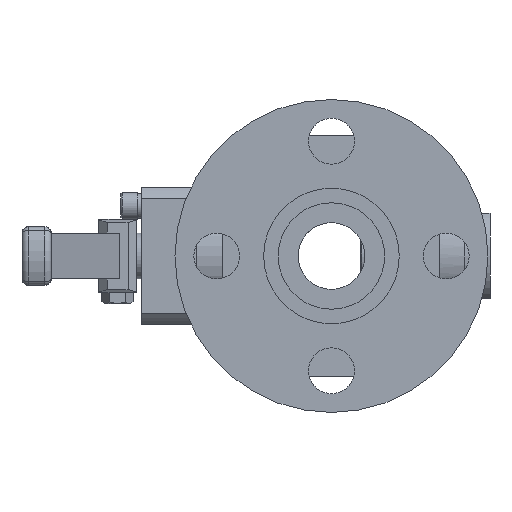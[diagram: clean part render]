
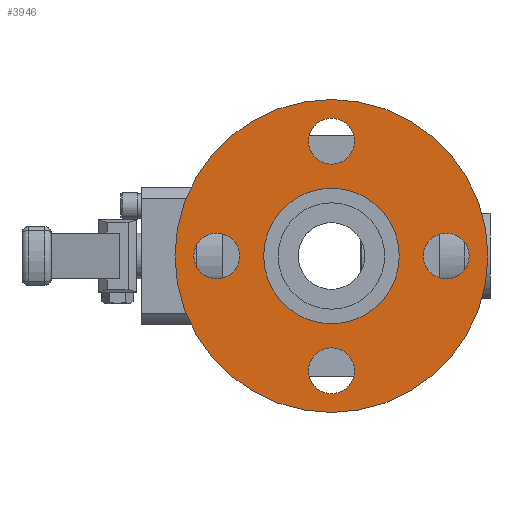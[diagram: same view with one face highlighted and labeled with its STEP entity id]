
A CAD part, left-side view. The second image highlights one B-rep face of the part: STEP entity #3946.
In plain terms, the highlighted planar face has unit normal (-1, 0, 0).
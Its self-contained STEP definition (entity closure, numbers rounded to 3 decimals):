
#3946=ADVANCED_FACE('',(#7956,#7958,#7960,#7962,#7964,#7966),#7968,.T.);
#7956=FACE_BOUND('',#7957,.T.);
#7957=EDGE_LOOP('',(#10453));
#7958=FACE_BOUND('',#7959,.T.);
#7959=EDGE_LOOP('',(#10454));
#7960=FACE_BOUND('',#7961,.T.);
#7961=EDGE_LOOP('',(#10455));
#7962=FACE_BOUND('',#7963,.T.);
#7963=EDGE_LOOP('',(#10456));
#7964=FACE_BOUND('',#7965,.T.);
#7965=EDGE_LOOP('',(#10457));
#7966=FACE_BOUND('',#7967,.T.);
#7967=EDGE_LOOP('',(#10458));
#7968=PLANE('',#7969);
#7969=AXIS2_PLACEMENT_3D('',#7970,#7971,#7972);
#7970=CARTESIAN_POINT('',(-114.5,0.,0.));
#7971=DIRECTION('',(-1.,-0.,-0.));
#7972=DIRECTION('',(0.,1.,0.));
#10453=ORIENTED_EDGE('',*,*,#11571,.F.);
#10454=ORIENTED_EDGE('',*,*,#11572,.T.);
#10455=ORIENTED_EDGE('',*,*,#11573,.T.);
#10456=ORIENTED_EDGE('',*,*,#11574,.T.);
#10457=ORIENTED_EDGE('',*,*,#11624,.T.);
#10458=ORIENTED_EDGE('',*,*,#11575,.T.);
#11571=EDGE_CURVE('',#13280,#13280,#13281,.T.);
#11572=EDGE_CURVE('',#13282,#13282,#13283,.F.);
#11573=EDGE_CURVE('',#13284,#13284,#13285,.F.);
#11574=EDGE_CURVE('',#13286,#13286,#13287,.F.);
#11575=EDGE_CURVE('',#13288,#13288,#13289,.F.);
#11624=EDGE_CURVE('',#13368,#13368,#13369,.T.);
#13280=VERTEX_POINT('',#21847);
#13281=CIRCLE('',#21848,75.);
#13282=VERTEX_POINT('',#21852);
#13283=CIRCLE('',#21853,11.);
#13284=VERTEX_POINT('',#21857);
#13285=CIRCLE('',#21858,11.);
#13286=VERTEX_POINT('',#21862);
#13287=CIRCLE('',#21863,11.);
#13288=VERTEX_POINT('',#21867);
#13289=CIRCLE('',#21868,11.);
#13368=VERTEX_POINT('',#23060);
#13369=CIRCLE('',#23061,32.5);
#21847=CARTESIAN_POINT('',(-114.5,75.,0.));
#21848=AXIS2_PLACEMENT_3D('',#21849,#21850,#21851);
#21849=CARTESIAN_POINT('',(-114.5,0.,0.));
#21850=DIRECTION('',(1.,0.,0.));
#21851=DIRECTION('',(0.,1.,0.));
#21852=CARTESIAN_POINT('',(-114.5,55.,11.));
#21853=AXIS2_PLACEMENT_3D('',#21854,#21855,#21856);
#21854=CARTESIAN_POINT('',(-114.5,55.,0.));
#21855=DIRECTION('',(-1.,-0.,-0.));
#21856=DIRECTION('',(0.,0.,1.));
#21857=CARTESIAN_POINT('',(-114.5,-11.,55.));
#21858=AXIS2_PLACEMENT_3D('',#21859,#21860,#21861);
#21859=CARTESIAN_POINT('',(-114.5,0.,55.));
#21860=DIRECTION('',(-1.,-0.,-0.));
#21861=DIRECTION('',(-0.,-1.,0.));
#21862=CARTESIAN_POINT('',(-114.5,-55.,-11.));
#21863=AXIS2_PLACEMENT_3D('',#21864,#21865,#21866);
#21864=CARTESIAN_POINT('',(-114.5,-55.,0.));
#21865=DIRECTION('',(-1.,-0.,-0.));
#21866=DIRECTION('',(0.,0.,-1.));
#21867=CARTESIAN_POINT('',(-114.5,11.,-55.));
#21868=AXIS2_PLACEMENT_3D('',#21869,#21870,#21871);
#21869=CARTESIAN_POINT('',(-114.5,0.,-55.));
#21870=DIRECTION('',(-1.,-0.,-0.));
#21871=DIRECTION('',(0.,1.,0.));
#23060=CARTESIAN_POINT('',(-114.5,32.5,0.));
#23061=AXIS2_PLACEMENT_3D('',#23062,#23063,#23064);
#23062=CARTESIAN_POINT('',(-114.5,0.,0.));
#23063=DIRECTION('',(1.,0.,0.));
#23064=DIRECTION('',(0.,1.,0.));
